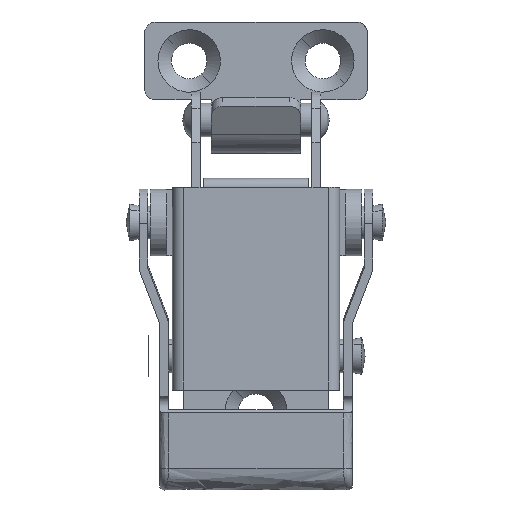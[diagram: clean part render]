
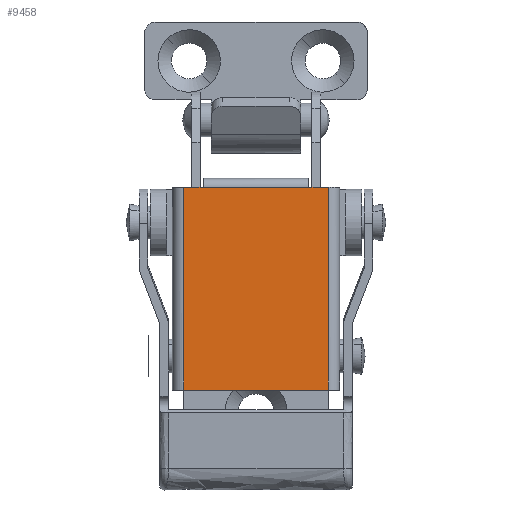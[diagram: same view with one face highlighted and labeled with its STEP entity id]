
A CAD part, front view. The second image highlights one B-rep face of the part: STEP entity #9458.
In plain terms, the highlighted free-form (B-spline) face has degree [1, 1] with [2, 2] control points.
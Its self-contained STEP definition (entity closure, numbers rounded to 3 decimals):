
#8907=CARTESIAN_POINT('',(6.5,-3.,-15.044));
#8908=VERTEX_POINT('',#8907);
#8922=CARTESIAN_POINT('',(-6.5,-3.,-15.044));
#8923=VERTEX_POINT('',#8922);
#8924=CARTESIAN_POINT('',(-6.5,-3.,-15.044));
#8925=CARTESIAN_POINT('',(6.5,-3.,-15.044));
#8926=QUASI_UNIFORM_CURVE('',1,(#8924,#8925),.UNSPECIFIED.,.F.,.U.);
#8927=EDGE_CURVE('',#8923,#8908,#8926,.T.);
#8988=CARTESIAN_POINT('',(-6.5,-3.,3.156));
#8989=VERTEX_POINT('',#8988);
#9003=CARTESIAN_POINT('',(-4.75,-3.,3.156));
#9004=VERTEX_POINT('',#9003);
#9005=CARTESIAN_POINT('',(-4.75,-3.,3.156));
#9006=CARTESIAN_POINT('',(-6.5,-3.,3.156));
#9007=QUASI_UNIFORM_CURVE('',1,(#9005,#9006),.UNSPECIFIED.,.F.,.U.);
#9008=EDGE_CURVE('',#9004,#8989,#9007,.T.);
#9106=CARTESIAN_POINT('',(6.5,-3.,3.156));
#9107=VERTEX_POINT('',#9106);
#9121=CARTESIAN_POINT('',(6.5,-3.,-15.044));
#9122=CARTESIAN_POINT('',(6.5,-3.,3.156));
#9123=QUASI_UNIFORM_CURVE('',1,(#9121,#9122),.UNSPECIFIED.,.F.,.U.);
#9124=EDGE_CURVE('',#8908,#9107,#9123,.T.);
#9190=CARTESIAN_POINT('',(-6.5,-3.,3.156));
#9191=CARTESIAN_POINT('',(-6.5,-3.,-15.044));
#9192=QUASI_UNIFORM_CURVE('',1,(#9190,#9191),.UNSPECIFIED.,.F.,.U.);
#9193=EDGE_CURVE('',#8989,#8923,#9192,.T.);
#9260=CARTESIAN_POINT('',(4.75,-3.,3.156));
#9261=VERTEX_POINT('',#9260);
#9331=CARTESIAN_POINT('',(4.75,-3.,3.156));
#9332=CARTESIAN_POINT('',(-4.75,-3.,3.156));
#9333=QUASI_UNIFORM_CURVE('',1,(#9331,#9332),.UNSPECIFIED.,.F.,.U.);
#9334=EDGE_CURVE('',#9261,#9004,#9333,.T.);
#9441=CARTESIAN_POINT('',(-7.149,-3.,4.065));
#9442=CARTESIAN_POINT('',(7.149,-3.,4.065));
#9443=CARTESIAN_POINT('',(-7.149,-3.,-15.953));
#9444=CARTESIAN_POINT('',(7.149,-3.,-15.953));
#9445=B_SPLINE_SURFACE_WITH_KNOTS('',1,1,((#9441,#9443),(#9442,#9444)),.UNSPECIFIED.,.F.,.F.,.U.,(2,2),(2,2),(0.0,14.299),(0.0,20.018),.UNSPECIFIED.);
#9446=ORIENTED_EDGE('',*,*,#9008,.T.);
#9447=ORIENTED_EDGE('',*,*,#9193,.T.);
#9448=ORIENTED_EDGE('',*,*,#8927,.T.);
#9449=ORIENTED_EDGE('',*,*,#9124,.T.);
#9450=CARTESIAN_POINT('',(6.5,-3.,3.156));
#9451=CARTESIAN_POINT('',(4.75,-3.,3.156));
#9452=QUASI_UNIFORM_CURVE('',1,(#9450,#9451),.UNSPECIFIED.,.F.,.U.);
#9453=EDGE_CURVE('',#9107,#9261,#9452,.T.);
#9454=ORIENTED_EDGE('',*,*,#9453,.T.);
#9455=ORIENTED_EDGE('',*,*,#9334,.T.);
#9456=EDGE_LOOP('',(#9446,#9447,#9448,#9449,#9454,#9455));
#9457=FACE_OUTER_BOUND('',#9456,.T.);
#9458=ADVANCED_FACE('',(#9457),#9445,.F.);
